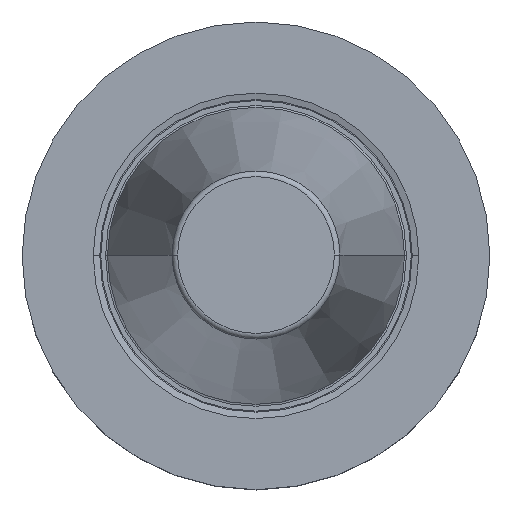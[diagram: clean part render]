
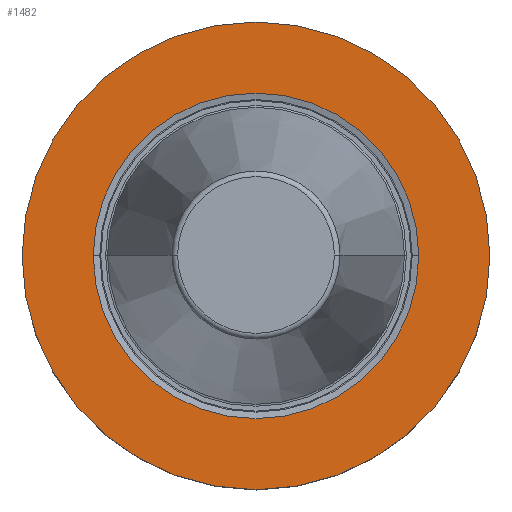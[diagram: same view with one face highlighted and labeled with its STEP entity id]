
A CAD part, top view. The second image highlights one B-rep face of the part: STEP entity #1482.
In plain terms, the highlighted planar face has unit normal (0, 0, 1).
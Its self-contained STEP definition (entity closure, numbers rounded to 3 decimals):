
#113=CARTESIAN_POINT('',(0.,0.,-3.2));
#114=DIRECTION('',(0.,0.,1.));
#115=DIRECTION('',(1.,0.,0.));
#116=AXIS2_PLACEMENT_3D('',#113,#114,#115);
#121=CARTESIAN_POINT('',(0.,0.,-3.2));
#122=DIRECTION('',(0.,0.,-1.));
#123=DIRECTION('',(1.,0.,0.));
#124=AXIS2_PLACEMENT_3D('',#121,#122,#123);
#129=CARTESIAN_POINT('',(0.,0.,-3.2));
#130=DIRECTION('',(0.,0.,1.));
#131=DIRECTION('',(1.,0.,0.));
#132=AXIS2_PLACEMENT_3D('',#129,#130,#131);
#137=CARTESIAN_POINT('',(0.,0.,-3.2));
#138=DIRECTION('',(0.,0.,1.));
#139=DIRECTION('',(-1.,0.,0.));
#140=AXIS2_PLACEMENT_3D('',#137,#138,#139);
#1287=CARTESIAN_POINT('',(25.,0.,-3.2));
#1288=CARTESIAN_POINT('',(-25.,0.,-3.2));
#1289=VERTEX_POINT('',#1287);
#1290=VERTEX_POINT('',#1288);
#1353=CARTESIAN_POINT('',(17.396,0.,-3.2));
#1354=VERTEX_POINT('',#1353);
#1357=CARTESIAN_POINT('',(-17.396,0.,-3.2));
#1358=VERTEX_POINT('',#1357);
#1467=CARTESIAN_POINT('',(0.,0.,-3.2));
#1468=DIRECTION('',(0.,0.,-1.));
#1469=DIRECTION('',(-1.,0.,0.));
#1470=AXIS2_PLACEMENT_3D('',#1467,#1468,#1469);
#1471=PLANE('',#1470);
#1472=ORIENTED_EDGE('',*,*,#1447,.F.);
#1473=ORIENTED_EDGE('',*,*,#1388,.T.);
#1474=EDGE_LOOP('',(#1472,#1473));
#1475=FACE_OUTER_BOUND('',#1474,.F.);
#1477=ORIENTED_EDGE('',*,*,#1476,.T.);
#1479=ORIENTED_EDGE('',*,*,#1478,.T.);
#1480=EDGE_LOOP('',(#1477,#1479));
#1481=FACE_BOUND('',#1480,.F.);
#117=CIRCLE('',#116,25.);
#125=CIRCLE('',#124,25.);
#133=CIRCLE('',#132,17.396);
#141=CIRCLE('',#140,17.396);
#1388=EDGE_CURVE('',#1289,#1290,#125,.T.);
#1447=EDGE_CURVE('',#1289,#1290,#117,.T.);
#1476=EDGE_CURVE('',#1354,#1358,#133,.T.);
#1478=EDGE_CURVE('',#1358,#1354,#141,.T.);
#1482=ADVANCED_FACE('',(#1475,#1481),#1471,.F.);
